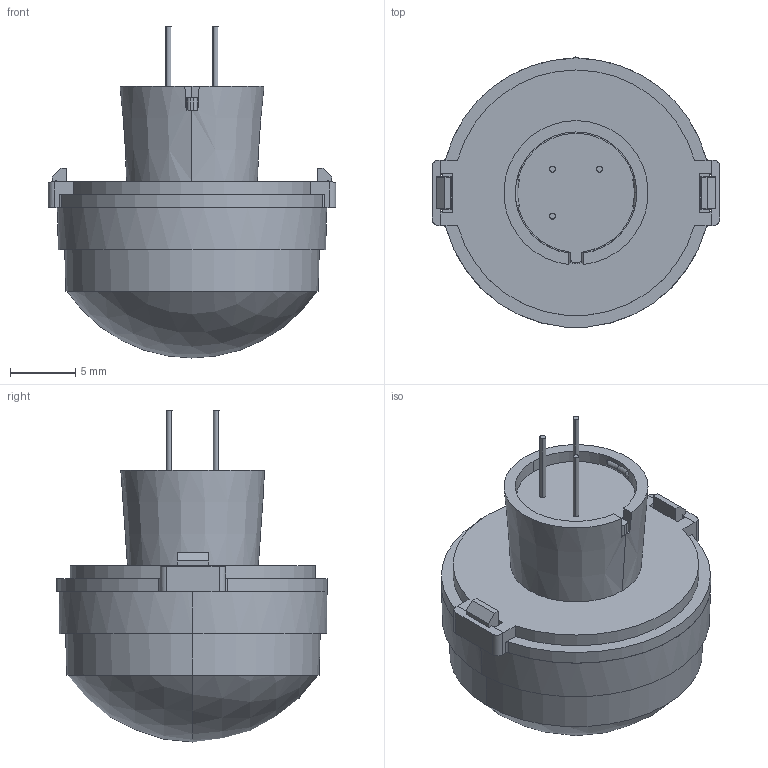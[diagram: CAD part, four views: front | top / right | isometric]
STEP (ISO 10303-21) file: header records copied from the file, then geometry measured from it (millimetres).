
FILE_DESCRIPTION (( 'STEP AP203' ), '1' );
FILE_NAME ('PaPIRs high bay lens type v2.STEP', '2017-07-26T06:39:14', ( '' ), ( '' ), 'SwSTEP 2.0', 'SolidWorks 2012', '' );
FILE_SCHEMA (( 'CONFIG_CONTROL_DESIGN' ));
Length unit declared in the file: millimetre
Products named in the file (1): PaPIRs high bay lens type v2
Bounding box: 22 x 20.66 x 25.4 mm (x, y, z)
Volume: 4013.1 mm3; surface area: 2510.1 mm2
Topology: 6 solids, 6 shells, 128 faces, 323 edges, 206 vertices
Faces by surface type: plane 60, cylinder 46, bspline 8, cone 6, torus 6, sphere 2
Entity records: 4101 total; most frequent: CARTESIAN_POINT 982, ORIENTED_EDGE 638, DIRECTION 634, EDGE_CURVE 319, AXIS2_PLACEMENT_3D 226, VERTEX_POINT 206, LINE 182, VECTOR 182
